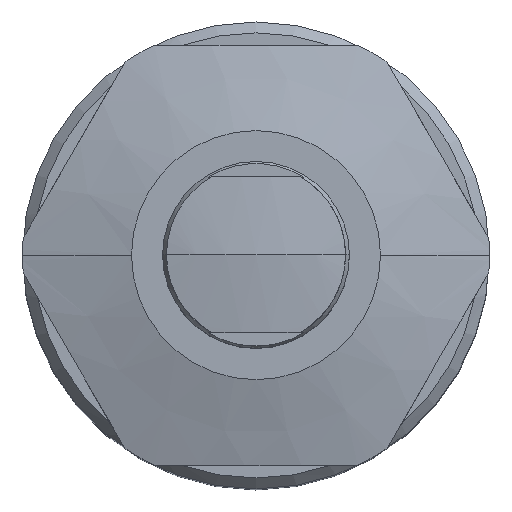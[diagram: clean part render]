
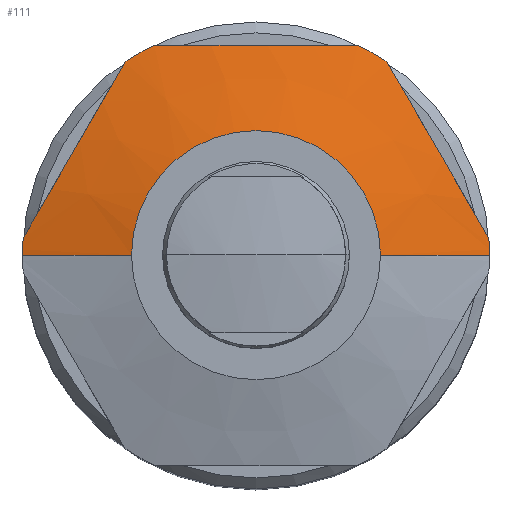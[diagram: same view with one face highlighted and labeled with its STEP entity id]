
A CAD part, top view. The second image highlights one B-rep face of the part: STEP entity #111.
In plain terms, the highlighted conical face has half-angle 75 degrees and reference radius 15 mm.
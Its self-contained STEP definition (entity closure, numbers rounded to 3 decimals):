
#107 = VERTEX_POINT ( 'NONE', #1076 ) ;
#108 = ORIENTED_EDGE ( 'NONE', *, *, #109, .T. ) ;
#109 = EDGE_CURVE ( 'NONE', #107, #119, #1075, .T. ) ;
#111 = ADVANCED_FACE ( 'NONE', ( #1070 ), #1069, .T. ) ;
#112 = EDGE_LOOP ( 'NONE', ( #113, #117, #108, #770, #766, #772, #768, #776, #764, #760 ) ) ;
#113 = ORIENTED_EDGE ( 'NONE', *, *, #114, .F. ) ;
#114 = EDGE_CURVE ( 'NONE', #115, #116, #1125, .T. ) ;
#115 = VERTEX_POINT ( 'NONE', #1120 ) ;
#116 = VERTEX_POINT ( 'NONE', #1119 ) ;
#117 = ORIENTED_EDGE ( 'NONE', *, *, #118, .T. ) ;
#118 = EDGE_CURVE ( 'NONE', #115, #107, #1118, .T. ) ;
#119 = VERTEX_POINT ( 'NONE', #1114 ) ;
#760 = ORIENTED_EDGE ( 'NONE', *, *, #761, .F. ) ;
#761 = EDGE_CURVE ( 'NONE', #116, #780, #2163, .T. ) ;
#764 = ORIENTED_EDGE ( 'NONE', *, *, #765, .T. ) ;
#765 = EDGE_CURVE ( 'NONE', #779, #780, #2153, .T. ) ;
#766 = ORIENTED_EDGE ( 'NONE', *, *, #771, .T. ) ;
#767 = VERTEX_POINT ( 'NONE', #2204 ) ;
#768 = ORIENTED_EDGE ( 'NONE', *, *, #769, .T. ) ;
#769 = EDGE_CURVE ( 'NONE', #773, #775, #2203, .T. ) ;
#770 = ORIENTED_EDGE ( 'NONE', *, *, #848, .T. ) ;
#771 = EDGE_CURVE ( 'NONE', #777, #767, #2198, .T. ) ;
#772 = ORIENTED_EDGE ( 'NONE', *, *, #774, .T. ) ;
#773 = VERTEX_POINT ( 'NONE', #2193 ) ;
#774 = EDGE_CURVE ( 'NONE', #767, #773, #2191, .T. ) ;
#775 = VERTEX_POINT ( 'NONE', #2192 ) ;
#776 = ORIENTED_EDGE ( 'NONE', *, *, #778, .T. ) ;
#777 = VERTEX_POINT ( 'NONE', #2190 ) ;
#778 = EDGE_CURVE ( 'NONE', #775, #779, #2235, .T. ) ;
#779 = VERTEX_POINT ( 'NONE', #2236 ) ;
#780 = VERTEX_POINT ( 'NONE', #2234 ) ;
#848 = EDGE_CURVE ( 'NONE', #119, #777, #2367, .T. ) ;
#1065 = DIRECTION ( 'NONE',  ( -1., 0., 0. ) ) ;
#1066 = DIRECTION ( 'NONE',  ( 0., 0., -1. ) ) ;
#1067 = AXIS2_PLACEMENT_3D ( 'NONE', #1068, #1066, #1065 ) ;
#1068 = CARTESIAN_POINT ( 'NONE',  ( 0., 0., -1.876 ) ) ;
#1069 = CONICAL_SURFACE ( 'NONE', #1067, 15., 1.309 ) ;
#1070 = FACE_OUTER_BOUND ( 'NONE', #112, .T. ) ;
#1071 = DIRECTION ( 'NONE',  ( 1., 0., 0. ) ) ;
#1072 = DIRECTION ( 'NONE',  ( 0., 0., 1. ) ) ;
#1073 = CARTESIAN_POINT ( 'NONE',  ( 0., 0., -1.876 ) ) ;
#1074 = AXIS2_PLACEMENT_3D ( 'NONE', #1073, #1072, #1071 ) ;
#1075 = CIRCLE ( 'NONE', #1074, 15. ) ;
#1076 = CARTESIAN_POINT ( 'NONE',  ( 15., 0., -1.876 ) ) ;
#1114 = CARTESIAN_POINT ( 'NONE',  ( 14.961, 1.088, -1.876 ) ) ;
#1115 = DIRECTION ( 'NONE',  ( 0.966, 0., -0.259 ) ) ;
#1116 = VECTOR ( 'NONE', #1115, 1000. ) ;
#1117 = CARTESIAN_POINT ( 'NONE',  ( 15., 0., -1.876 ) ) ;
#1118 = LINE ( 'NONE', #1117, #1116 ) ;
#1119 = CARTESIAN_POINT ( 'NONE',  ( -8., 0., 0. ) ) ;
#1120 = CARTESIAN_POINT ( 'NONE',  ( 8., 0., 0. ) ) ;
#1121 = DIRECTION ( 'NONE',  ( 1., 0., 0. ) ) ;
#1122 = DIRECTION ( 'NONE',  ( 0., 0., 1. ) ) ;
#1123 = CARTESIAN_POINT ( 'NONE',  ( 0., 0., 0. ) ) ;
#1124 = AXIS2_PLACEMENT_3D ( 'NONE', #1123, #1122, #1121 ) ;
#1125 = CIRCLE ( 'NONE', #1124, 8. ) ;
#2153 = CIRCLE ( 'NONE', #2208, 15. ) ;
#2155 = DIRECTION ( 'NONE',  ( -0.966, 0., -0.259 ) ) ;
#2156 = VECTOR ( 'NONE', #2155, 1000. ) ;
#2157 = CARTESIAN_POINT ( 'NONE',  ( -15., 0., -1.876 ) ) ;
#2163 = LINE ( 'NONE', #2157, #2156 ) ;
#2182 = CARTESIAN_POINT ( 'NONE',  ( -5.447, 13.5, -1.748 ) ) ;
#2183 = CARTESIAN_POINT ( 'NONE',  ( -4.353, 13.5, -1.646 ) ) ;
#2184 = CARTESIAN_POINT ( 'NONE',  ( -2.169, 13.5, -1.509 ) ) ;
#2185 = CARTESIAN_POINT ( 'NONE',  ( -1.078, 13.5, -1.473 ) ) ;
#2187 = CARTESIAN_POINT ( 'NONE',  ( 2.191, 13.5, -1.474 ) ) ;
#2188 = CARTESIAN_POINT ( 'NONE',  ( 4.367, 13.5, -1.622 ) ) ;
#2189 = CARTESIAN_POINT ( 'NONE',  ( 6.538, 13.5, -1.876 ) ) ;
#2190 = CARTESIAN_POINT ( 'NONE',  ( 8.422, 12.412, -1.876 ) ) ;
#2191 = B_SPLINE_CURVE_WITH_KNOTS ( 'NONE', 3,
 ( #2189, #2188, #2187, #2185, #2184, #2183, #2182, #2237 ),
 .UNSPECIFIED., .F., .F.,
 ( 4, 2, 2, 4 ),
 ( 0.031, 0.038, 0.041, 0.045 ),
 .UNSPECIFIED. ) ;
#2192 = CARTESIAN_POINT ( 'NONE',  ( -8.422, 12.412, -1.876 ) ) ;
#2193 = CARTESIAN_POINT ( 'NONE',  ( -6.538, 13.5, -1.876 ) ) ;
#2194 = DIRECTION ( 'NONE',  ( 1., 0., 0. ) ) ;
#2195 = DIRECTION ( 'NONE',  ( 0., 0., 1. ) ) ;
#2196 = CARTESIAN_POINT ( 'NONE',  ( 0., 0., -1.876 ) ) ;
#2197 = AXIS2_PLACEMENT_3D ( 'NONE', #2196, #2195, #2194 ) ;
#2198 = CIRCLE ( 'NONE', #2197, 15. ) ;
#2199 = DIRECTION ( 'NONE',  ( 1., 0., 0. ) ) ;
#2200 = DIRECTION ( 'NONE',  ( 0., 0., 1. ) ) ;
#2201 = CARTESIAN_POINT ( 'NONE',  ( 0., 0., -1.876 ) ) ;
#2202 = AXIS2_PLACEMENT_3D ( 'NONE', #2201, #2200, #2199 ) ;
#2203 = CIRCLE ( 'NONE', #2202, 15. ) ;
#2204 = CARTESIAN_POINT ( 'NONE',  ( 6.538, 13.5, -1.876 ) ) ;
#2205 = DIRECTION ( 'NONE',  ( 1., 0., 0. ) ) ;
#2206 = DIRECTION ( 'NONE',  ( 0., 0., 1. ) ) ;
#2207 = CARTESIAN_POINT ( 'NONE',  ( 0., 0., -1.876 ) ) ;
#2208 = AXIS2_PLACEMENT_3D ( 'NONE', #2207, #2206, #2205 ) ;
#2228 = CARTESIAN_POINT ( 'NONE',  ( -14.961, 1.088, -1.876 ) ) ;
#2229 = CARTESIAN_POINT ( 'NONE',  ( -13.871, 2.975, -1.621 ) ) ;
#2230 = CARTESIAN_POINT ( 'NONE',  ( -11.691, 6.75, -1.326 ) ) ;
#2231 = CARTESIAN_POINT ( 'NONE',  ( -9.512, 10.525, -1.621 ) ) ;
#2232 = CARTESIAN_POINT ( 'NONE',  ( -8.422, 12.412, -1.876 ) ) ;
#2234 = CARTESIAN_POINT ( 'NONE',  ( -15., 0., -1.876 ) ) ;
#2235 = B_SPLINE_CURVE_WITH_KNOTS ( 'NONE', 3,
 ( #2232, #2231, #2230, #2229, #2228 ),
 .UNSPECIFIED., .F., .F.,
 ( 4, 1, 4 ),
 ( 0., 0.007, 0.013 ),
 .UNSPECIFIED. ) ;
#2236 = CARTESIAN_POINT ( 'NONE',  ( -14.961, 1.088, -1.876 ) ) ;
#2237 = CARTESIAN_POINT ( 'NONE',  ( -6.538, 13.5, -1.876 ) ) ;
#2361 = CARTESIAN_POINT ( 'NONE',  ( 8.422, 12.412, -1.876 ) ) ;
#2362 = CARTESIAN_POINT ( 'NONE',  ( 9.512, 10.525, -1.621 ) ) ;
#2363 = CARTESIAN_POINT ( 'NONE',  ( 11.691, 6.75, -1.326 ) ) ;
#2364 = CARTESIAN_POINT ( 'NONE',  ( 13.871, 2.975, -1.621 ) ) ;
#2365 = CARTESIAN_POINT ( 'NONE',  ( 14.961, 1.088, -1.876 ) ) ;
#2367 = B_SPLINE_CURVE_WITH_KNOTS ( 'NONE', 3,
 ( #2365, #2364, #2363, #2362, #2361 ),
 .UNSPECIFIED., .F., .F.,
 ( 4, 1, 4 ),
 ( 0., 0.007, 0.013 ),
 .UNSPECIFIED. ) ;
